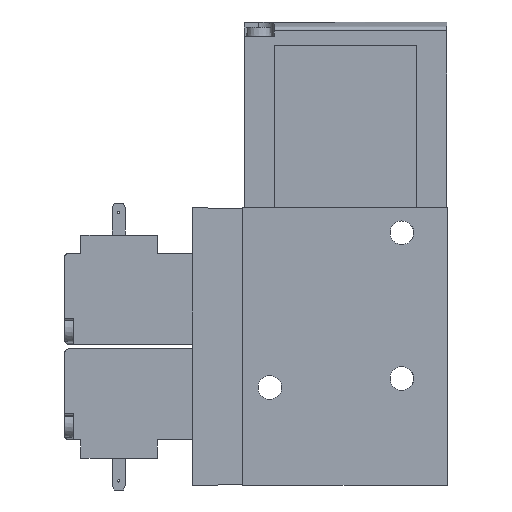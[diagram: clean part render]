
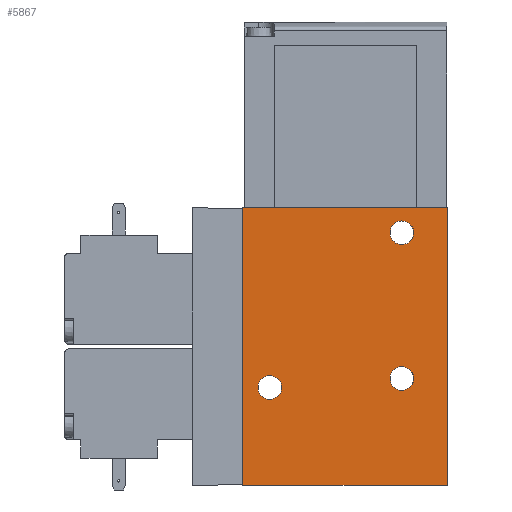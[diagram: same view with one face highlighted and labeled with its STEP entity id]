
A CAD part, left-side view. The second image highlights one B-rep face of the part: STEP entity #5867.
In plain terms, the highlighted planar face has unit normal (-1, 0, 0).
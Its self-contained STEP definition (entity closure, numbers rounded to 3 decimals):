
#209=LINE('',#8044,#587);
#233=LINE('',#8136,#611);
#236=LINE('',#8148,#614);
#239=LINE('',#8156,#617);
#587=VECTOR('',#6668,1000.);
#611=VECTOR('',#6702,1000.);
#614=VECTOR('',#6713,1000.);
#617=VECTOR('',#6720,1000.);
#1065=ORIENTED_EDGE('',*,*,#2272,.T.);
#1066=ORIENTED_EDGE('',*,*,#2273,.T.);
#1067=ORIENTED_EDGE('',*,*,#2274,.T.);
#1068=ORIENTED_EDGE('',*,*,#2209,.F.);
#1069=ORIENTED_EDGE('',*,*,#2247,.F.);
#1070=ORIENTED_EDGE('',*,*,#2243,.F.);
#1071=ORIENTED_EDGE('',*,*,#2237,.F.);
#2209=EDGE_CURVE('',#2816,#2817,#209,.T.);
#2237=EDGE_CURVE('',#2817,#2841,#233,.T.);
#2243=EDGE_CURVE('',#2841,#2846,#236,.T.);
#2247=EDGE_CURVE('',#2846,#2816,#239,.T.);
#2272=EDGE_CURVE('',#2872,#2872,#3198,.T.);
#2273=EDGE_CURVE('',#2873,#2873,#3199,.T.);
#2274=EDGE_CURVE('',#2874,#2874,#3200,.T.);
#2816=VERTEX_POINT('',#8045);
#2817=VERTEX_POINT('',#8046);
#2841=VERTEX_POINT('',#8137);
#2846=VERTEX_POINT('',#8149);
#2872=VERTEX_POINT('',#8207);
#2873=VERTEX_POINT('',#8209);
#2874=VERTEX_POINT('',#8211);
#3198=CIRCLE('',#6139,2.6);
#3199=CIRCLE('',#6140,2.6);
#3200=CIRCLE('',#6141,2.6);
#3430=EDGE_LOOP('',(#1065));
#3431=EDGE_LOOP('',(#1066));
#3432=EDGE_LOOP('',(#1067));
#3433=EDGE_LOOP('',(#1068,#1069,#1070,#1071));
#3742=FACE_BOUND('',#3430,.T.);
#3743=FACE_BOUND('',#3431,.T.);
#3744=FACE_BOUND('',#3432,.T.);
#3745=FACE_BOUND('',#3433,.T.);
#4035=PLANE('',#6138);
#5867=ADVANCED_FACE('',(#3742,#3743,#3744,#3745),#4035,.F.);
#6138=AXIS2_PLACEMENT_3D('',#8205,#6752,#6753);
#6139=AXIS2_PLACEMENT_3D('',#8206,#6754,#6755);
#6140=AXIS2_PLACEMENT_3D('',#8208,#6756,#6757);
#6141=AXIS2_PLACEMENT_3D('',#8210,#6758,#6759);
#6668=DIRECTION('',(0.,0.,1.));
#6702=DIRECTION('',(0.,-1.,0.));
#6713=DIRECTION('',(0.,0.,-1.));
#6720=DIRECTION('',(0.,1.,0.));
#6752=DIRECTION('',(1.,0.,0.));
#6753=DIRECTION('',(0.,0.,-1.));
#6754=DIRECTION('',(1.,0.,0.));
#6755=DIRECTION('',(0.,0.,-1.));
#6756=DIRECTION('',(1.,0.,0.));
#6757=DIRECTION('',(0.,0.,-1.));
#6758=DIRECTION('',(1.,0.,0.));
#6759=DIRECTION('',(0.,0.,-1.));
#8044=CARTESIAN_POINT('',(-11.,45.,0.));
#8045=CARTESIAN_POINT('',(-11.,45.,0.));
#8046=CARTESIAN_POINT('',(-11.,45.,61.));
#8136=CARTESIAN_POINT('',(-11.,45.,61.));
#8137=CARTESIAN_POINT('',(-11.,0.,61.));
#8148=CARTESIAN_POINT('',(-11.,0.,61.));
#8149=CARTESIAN_POINT('',(-11.,0.,0.));
#8156=CARTESIAN_POINT('',(-11.,0.,0.));
#8205=CARTESIAN_POINT('',(-11.,0.,0.));
#8206=CARTESIAN_POINT('',(-11.,39.,21.5));
#8207=CARTESIAN_POINT('',(-11.,39.,18.9));
#8208=CARTESIAN_POINT('',(-11.,10.,55.5));
#8209=CARTESIAN_POINT('',(-11.,10.,52.9));
#8210=CARTESIAN_POINT('',(-11.,10.,23.5));
#8211=CARTESIAN_POINT('',(-11.,10.,20.9));
